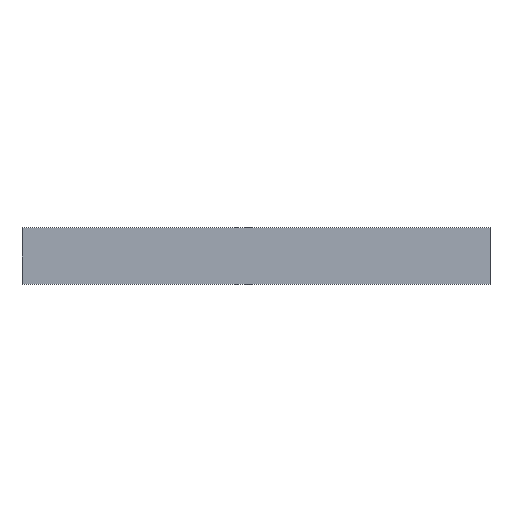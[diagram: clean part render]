
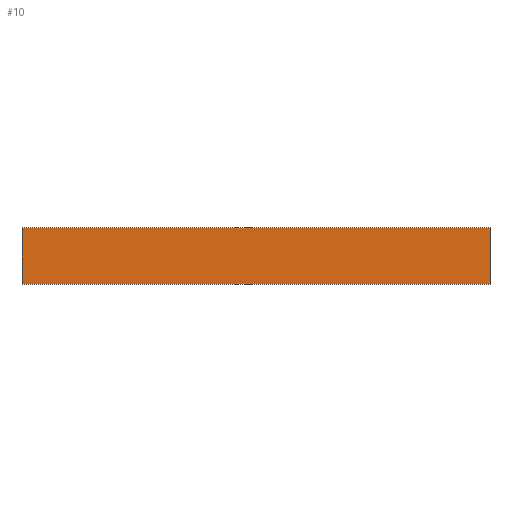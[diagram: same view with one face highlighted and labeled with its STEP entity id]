
A CAD part, top view. The second image highlights one B-rep face of the part: STEP entity #10.
In plain terms, the highlighted planar face has unit normal (0, 0, 1).
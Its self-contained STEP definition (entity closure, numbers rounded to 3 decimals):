
#4 = VECTOR ( 'NONE', #112, 1000. ) ;
#5 = ORIENTED_EDGE ( 'NONE', *, *, #236, .F. ) ;
#10 = ADVANCED_FACE ( 'NONE', ( #152 ), #70, .F. ) ;
#12 = LINE ( 'NONE', #192, #169 ) ;
#15 = DIRECTION ( 'NONE',  ( 0., 1., 0. ) ) ;
#23 = ORIENTED_EDGE ( 'NONE', *, *, #185, .F. ) ;
#43 = CARTESIAN_POINT ( 'NONE',  ( -5000., -600., 3. ) ) ;
#55 = CARTESIAN_POINT ( 'NONE',  ( 5000., 600., 3. ) ) ;
#57 = VERTEX_POINT ( 'NONE', #133 ) ;
#60 = EDGE_LOOP ( 'NONE', ( #189, #23, #121, #5 ) ) ;
#66 = EDGE_CURVE ( 'NONE', #220, #137, #175, .T. ) ;
#70 = PLANE ( 'NONE',  #78 ) ;
#78 = AXIS2_PLACEMENT_3D ( 'NONE', #130, #89, #86 ) ;
#86 = DIRECTION ( 'NONE',  ( -1., 0., 0. ) ) ;
#89 = DIRECTION ( 'NONE',  ( 0., 0., -1. ) ) ;
#93 = LINE ( 'NONE', #184, #227 ) ;
#95 = DIRECTION ( 'NONE',  ( 1., 0., 0. ) ) ;
#98 = VECTOR ( 'NONE', #151, 1000. ) ;
#106 = CARTESIAN_POINT ( 'NONE',  ( 5000., 0., 3. ) ) ;
#112 = DIRECTION ( 'NONE',  ( 0., -1., 0. ) ) ;
#121 = ORIENTED_EDGE ( 'NONE', *, *, #66, .F. ) ;
#130 = CARTESIAN_POINT ( 'NONE',  ( 0., 0., 3. ) ) ;
#133 = CARTESIAN_POINT ( 'NONE',  ( -5000., 600., 3. ) ) ;
#137 = VERTEX_POINT ( 'NONE', #43 ) ;
#140 = EDGE_CURVE ( 'NONE', #57, #228, #93, .T. ) ;
#151 = DIRECTION ( 'NONE',  ( -1., 0., 0. ) ) ;
#152 = FACE_OUTER_BOUND ( 'NONE', #60, .T. ) ;
#169 = VECTOR ( 'NONE', #15, 1000. ) ;
#175 = LINE ( 'NONE', #202, #98 ) ;
#184 = CARTESIAN_POINT ( 'NONE',  ( 0., 600., 3. ) ) ;
#185 = EDGE_CURVE ( 'NONE', #137, #57, #12, .T. ) ;
#189 = ORIENTED_EDGE ( 'NONE', *, *, #140, .F. ) ;
#192 = CARTESIAN_POINT ( 'NONE',  ( -5000., 0., 3. ) ) ;
#200 = CARTESIAN_POINT ( 'NONE',  ( 5000., -600., 3. ) ) ;
#202 = CARTESIAN_POINT ( 'NONE',  ( 0., -600., 3. ) ) ;
#220 = VERTEX_POINT ( 'NONE', #200 ) ;
#222 = LINE ( 'NONE', #106, #4 ) ;
#227 = VECTOR ( 'NONE', #95, 1000. ) ;
#228 = VERTEX_POINT ( 'NONE', #55 ) ;
#236 = EDGE_CURVE ( 'NONE', #228, #220, #222, .T. ) ;
